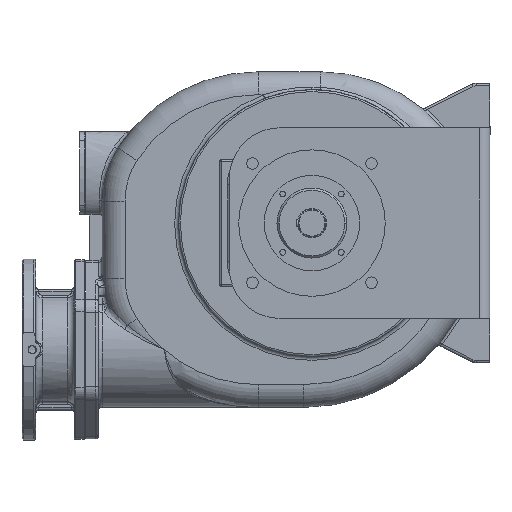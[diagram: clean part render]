
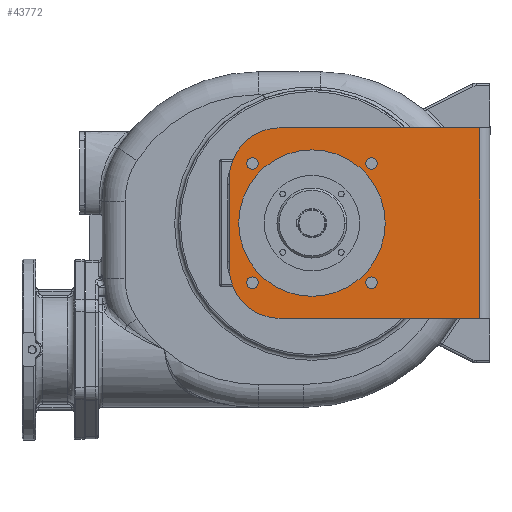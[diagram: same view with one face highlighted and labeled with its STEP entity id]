
A CAD part, left-side view. The second image highlights one B-rep face of the part: STEP entity #43772.
In plain terms, the highlighted planar face has unit normal (-1, 0, 0).
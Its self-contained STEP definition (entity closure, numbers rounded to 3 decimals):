
#18520=DIRECTION('',(0.,0.,1.));
#18521=VECTOR('',#18520,300.);
#18522=CARTESIAN_POINT('',(-552.,16.,-150.));
#18523=LINE('',#18522,#18521);
#18699=CARTESIAN_POINT('',(-552.,330.,-70.));
#18700=DIRECTION('',(1.,0.,0.));
#18701=DIRECTION('',(0.,0.,-1.));
#18702=AXIS2_PLACEMENT_3D('',#18699,#18700,#18701);
#18704=DIRECTION('',(0.,0.,1.));
#18705=VECTOR('',#18704,140.);
#18706=CARTESIAN_POINT('',(-552.,410.,-70.));
#18707=LINE('',#18706,#18705);
#18708=CARTESIAN_POINT('',(-552.,330.,70.));
#18709=DIRECTION('',(1.,0.,0.));
#18710=DIRECTION('',(0.,1.,0.));
#18711=AXIS2_PLACEMENT_3D('',#18708,#18709,#18710);
#18713=DIRECTION('',(0.,-1.,0.));
#18714=VECTOR('',#18713,314.);
#18715=CARTESIAN_POINT('',(-552.,330.,150.));
#18716=LINE('',#18715,#18714);
#18717=DIRECTION('',(0.,1.,0.));
#18718=VECTOR('',#18717,314.);
#18719=CARTESIAN_POINT('',(-552.,16.,-150.));
#18720=LINE('',#18719,#18718);
#18721=CARTESIAN_POINT('',(-552.,280.,0.));
#18722=DIRECTION('',(-1.,0.,0.));
#18723=DIRECTION('',(0.,-1.,0.));
#18724=AXIS2_PLACEMENT_3D('',#18721,#18722,#18723);
#18726=CARTESIAN_POINT('',(-552.,280.,0.));
#18727=DIRECTION('',(-1.,0.,0.));
#18728=DIRECTION('',(0.,1.,0.));
#18729=AXIS2_PLACEMENT_3D('',#18726,#18727,#18728);
#18731=CARTESIAN_POINT('',(-552.,373.692,-93.692));
#18732=DIRECTION('',(-1.,0.,0.));
#18733=DIRECTION('',(0.,-1.,0.));
#18734=AXIS2_PLACEMENT_3D('',#18731,#18732,#18733);
#18736=CARTESIAN_POINT('',(-552.,373.692,-93.692));
#18737=DIRECTION('',(-1.,0.,0.));
#18738=DIRECTION('',(0.,1.,0.));
#18739=AXIS2_PLACEMENT_3D('',#18736,#18737,#18738);
#18741=CARTESIAN_POINT('',(-552.,186.308,-93.692));
#18742=DIRECTION('',(-1.,0.,0.));
#18743=DIRECTION('',(0.,0.,1.));
#18744=AXIS2_PLACEMENT_3D('',#18741,#18742,#18743);
#18746=CARTESIAN_POINT('',(-552.,186.308,-93.692));
#18747=DIRECTION('',(-1.,0.,0.));
#18748=DIRECTION('',(0.,0.,-1.));
#18749=AXIS2_PLACEMENT_3D('',#18746,#18747,#18748);
#18751=CARTESIAN_POINT('',(-552.,186.308,93.692));
#18752=DIRECTION('',(-1.,0.,0.));
#18753=DIRECTION('',(0.,1.,0.));
#18754=AXIS2_PLACEMENT_3D('',#18751,#18752,#18753);
#18756=CARTESIAN_POINT('',(-552.,186.308,93.692));
#18757=DIRECTION('',(-1.,0.,0.));
#18758=DIRECTION('',(0.,-1.,0.));
#18759=AXIS2_PLACEMENT_3D('',#18756,#18757,#18758);
#18761=CARTESIAN_POINT('',(-552.,373.692,93.692));
#18762=DIRECTION('',(-1.,0.,0.));
#18763=DIRECTION('',(0.,0.,-1.));
#18764=AXIS2_PLACEMENT_3D('',#18761,#18762,#18763);
#18766=CARTESIAN_POINT('',(-552.,373.692,93.692));
#18767=DIRECTION('',(-1.,0.,0.));
#18768=DIRECTION('',(0.,0.,1.));
#18769=AXIS2_PLACEMENT_3D('',#18766,#18767,#18768);
#24317=CARTESIAN_POINT('',(-552.,330.,-150.));
#24319=VERTEX_POINT('',#24317);
#24320=CARTESIAN_POINT('',(-552.,164.8,0.));
#24321=CARTESIAN_POINT('',(-552.,395.2,0.));
#24322=VERTEX_POINT('',#24320);
#24323=VERTEX_POINT('',#24321);
#24328=CARTESIAN_POINT('',(-552.,16.,-150.));
#24329=VERTEX_POINT('',#24328);
#24330=CARTESIAN_POINT('',(-552.,16.,150.));
#24331=VERTEX_POINT('',#24330);
#24332=CARTESIAN_POINT('',(-552.,330.,150.));
#24333=VERTEX_POINT('',#24332);
#24380=CARTESIAN_POINT('',(-552.,410.,-70.));
#24381=VERTEX_POINT('',#24380);
#24382=CARTESIAN_POINT('',(-552.,410.,70.));
#24383=VERTEX_POINT('',#24382);
#24384=CARTESIAN_POINT('',(-552.,364.692,-93.692));
#24385=CARTESIAN_POINT('',(-552.,382.692,-93.692));
#24386=VERTEX_POINT('',#24384);
#24387=VERTEX_POINT('',#24385);
#24388=CARTESIAN_POINT('',(-552.,186.308,-84.692));
#24389=CARTESIAN_POINT('',(-552.,186.308,-102.692));
#24390=VERTEX_POINT('',#24388);
#24391=VERTEX_POINT('',#24389);
#24392=CARTESIAN_POINT('',(-552.,195.308,93.692));
#24393=CARTESIAN_POINT('',(-552.,177.308,93.692));
#24394=VERTEX_POINT('',#24392);
#24395=VERTEX_POINT('',#24393);
#24396=CARTESIAN_POINT('',(-552.,373.692,84.692));
#24397=CARTESIAN_POINT('',(-552.,373.692,102.692));
#24398=VERTEX_POINT('',#24396);
#24399=VERTEX_POINT('',#24397);
#43729=CARTESIAN_POINT('',(-552.,280.,0.));
#43730=DIRECTION('',(1.,0.,0.));
#43731=DIRECTION('',(0.,0.,-1.));
#43732=AXIS2_PLACEMENT_3D('',#43729,#43730,#43731);
#43733=PLANE('',#43732);
#43734=ORIENTED_EDGE('',*,*,#43723,.T.);
#43735=ORIENTED_EDGE('',*,*,#43464,.T.);
#43736=ORIENTED_EDGE('',*,*,#43482,.T.);
#43737=ORIENTED_EDGE('',*,*,#43496,.T.);
#43738=ORIENTED_EDGE('',*,*,#43526,.F.);
#43739=ORIENTED_EDGE('',*,*,#43710,.T.);
#43740=EDGE_LOOP('',(#43734,#43735,#43736,#43737,#43738,#43739));
#43741=FACE_OUTER_BOUND('',#43740,.F.);
#43743=ORIENTED_EDGE('',*,*,#43742,.T.);
#43745=ORIENTED_EDGE('',*,*,#43744,.T.);
#43746=EDGE_LOOP('',(#43743,#43745));
#43747=FACE_BOUND('',#43746,.F.);
#43749=ORIENTED_EDGE('',*,*,#43748,.T.);
#43751=ORIENTED_EDGE('',*,*,#43750,.T.);
#43752=EDGE_LOOP('',(#43749,#43751));
#43753=FACE_BOUND('',#43752,.F.);
#43755=ORIENTED_EDGE('',*,*,#43754,.T.);
#43757=ORIENTED_EDGE('',*,*,#43756,.T.);
#43758=EDGE_LOOP('',(#43755,#43757));
#43759=FACE_BOUND('',#43758,.F.);
#43761=ORIENTED_EDGE('',*,*,#43760,.T.);
#43763=ORIENTED_EDGE('',*,*,#43762,.T.);
#43764=EDGE_LOOP('',(#43761,#43763));
#43765=FACE_BOUND('',#43764,.F.);
#43767=ORIENTED_EDGE('',*,*,#43766,.T.);
#43769=ORIENTED_EDGE('',*,*,#43768,.T.);
#43770=EDGE_LOOP('',(#43767,#43769));
#43771=FACE_BOUND('',#43770,.F.);
#43772=ADVANCED_FACE('',(#43741,#43747,#43753,#43759,#43765,#43771),#43733,.F.);
#18703=CIRCLE('',#18702,80.);
#18712=CIRCLE('',#18711,80.);
#18725=CIRCLE('',#18724,115.2);
#18730=CIRCLE('',#18729,115.2);
#18735=CIRCLE('',#18734,9.);
#18740=CIRCLE('',#18739,9.);
#18745=CIRCLE('',#18744,9.);
#18750=CIRCLE('',#18749,9.);
#18755=CIRCLE('',#18754,9.);
#18760=CIRCLE('',#18759,9.);
#18765=CIRCLE('',#18764,9.);
#18770=CIRCLE('',#18769,9.);
#43464=EDGE_CURVE('',#24381,#24383,#18707,.T.);
#43482=EDGE_CURVE('',#24383,#24333,#18712,.T.);
#43496=EDGE_CURVE('',#24333,#24331,#18716,.T.);
#43526=EDGE_CURVE('',#24329,#24331,#18523,.T.);
#43710=EDGE_CURVE('',#24329,#24319,#18720,.T.);
#43723=EDGE_CURVE('',#24319,#24381,#18703,.T.);
#43742=EDGE_CURVE('',#24322,#24323,#18725,.T.);
#43744=EDGE_CURVE('',#24323,#24322,#18730,.T.);
#43748=EDGE_CURVE('',#24386,#24387,#18735,.T.);
#43750=EDGE_CURVE('',#24387,#24386,#18740,.T.);
#43754=EDGE_CURVE('',#24390,#24391,#18745,.T.);
#43756=EDGE_CURVE('',#24391,#24390,#18750,.T.);
#43760=EDGE_CURVE('',#24394,#24395,#18755,.T.);
#43762=EDGE_CURVE('',#24395,#24394,#18760,.T.);
#43766=EDGE_CURVE('',#24398,#24399,#18765,.T.);
#43768=EDGE_CURVE('',#24399,#24398,#18770,.T.);
